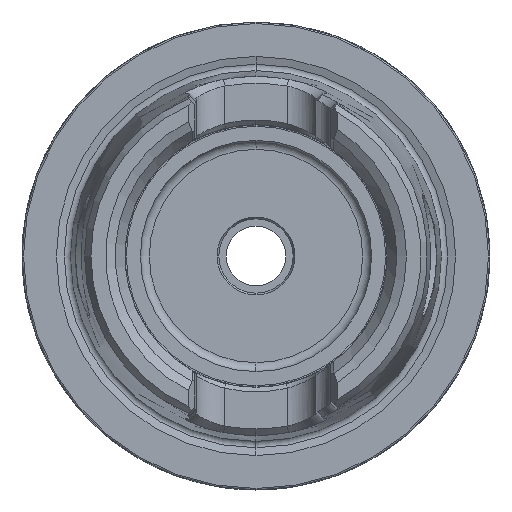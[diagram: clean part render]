
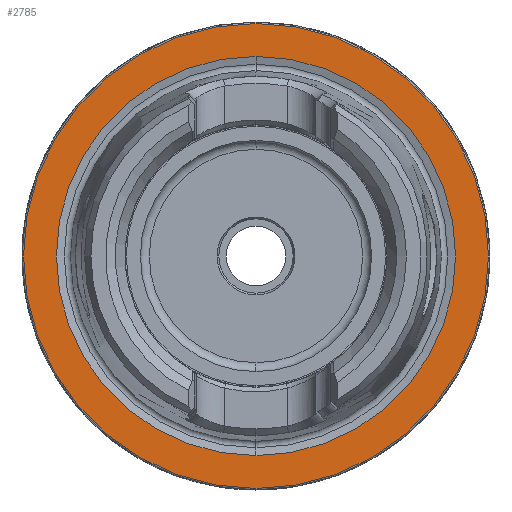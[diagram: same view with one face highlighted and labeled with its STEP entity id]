
A CAD part, left-side view. The second image highlights one B-rep face of the part: STEP entity #2785.
In plain terms, the highlighted planar face has unit normal (-1, 0, 0).
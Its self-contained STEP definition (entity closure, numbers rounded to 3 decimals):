
#113 = CARTESIAN_POINT ( 'NONE',  ( 0., 0., 0. ) ) ;
#220 = CARTESIAN_POINT ( 'NONE',  ( 0., 0., -26.85 ) ) ;
#854 = EDGE_CURVE ( 'NONE', #5587, #7711, #5976, .T. ) ;
#877 = CIRCLE ( 'NONE', #5685, 31.275 ) ;
#918 = DIRECTION ( 'NONE',  ( 0., 0., 1. ) ) ;
#935 = ORIENTED_EDGE ( 'NONE', *, *, #854, .T. ) ;
#2372 = AXIS2_PLACEMENT_3D ( 'NONE', #113, #5751, #918 ) ;
#2403 = ORIENTED_EDGE ( 'NONE', *, *, #3006, .F. ) ;
#2745 = CARTESIAN_POINT ( 'NONE',  ( 0., 31.275, 0. ) ) ;
#2755 = CARTESIAN_POINT ( 'NONE',  ( 0., 0., 31.275 ) ) ;
#2785 = ADVANCED_FACE ( 'NONE', ( #7335, #7082 ), #5143, .F. ) ;
#3006 = EDGE_CURVE ( 'NONE', #3958, #9649, #9968, .T. ) ;
#3202 = DIRECTION ( 'NONE',  ( -1., 0., 0. ) ) ;
#3216 = EDGE_LOOP ( 'NONE', ( #7991, #2403 ) ) ;
#3607 = DIRECTION ( 'NONE',  ( 0., 0., 1. ) ) ;
#3608 = AXIS2_PLACEMENT_3D ( 'NONE', #4376, #9157, #3607 ) ;
#3784 = CARTESIAN_POINT ( 'NONE',  ( 0., 0., 26.85 ) ) ;
#3832 = CARTESIAN_POINT ( 'NONE',  ( 0., 0., 0. ) ) ;
#3958 = VERTEX_POINT ( 'NONE', #220 ) ;
#4365 = DIRECTION ( 'NONE',  ( 1., 0., 0. ) ) ;
#4376 = CARTESIAN_POINT ( 'NONE',  ( 0., 0., 0. ) ) ;
#4632 = DIRECTION ( 'NONE',  ( 0., 0., 1. ) ) ;
#5143 = PLANE ( 'NONE',  #7075 ) ;
#5311 = ORIENTED_EDGE ( 'NONE', *, *, #5865, .T. ) ;
#5587 = VERTEX_POINT ( 'NONE', #9781 ) ;
#5685 = AXIS2_PLACEMENT_3D ( 'NONE', #3832, #9416, #4632 ) ;
#5751 = DIRECTION ( 'NONE',  ( -1., 0., 0. ) ) ;
#5865 = EDGE_CURVE ( 'NONE', #7711, #5587, #877, .T. ) ;
#5976 = CIRCLE ( 'NONE', #3608, 31.275 ) ;
#7075 = AXIS2_PLACEMENT_3D ( 'NONE', #2745, #4365, #9942 ) ;
#7078 = EDGE_CURVE ( 'NONE', #9649, #3958, #8906, .T. ) ;
#7082 = FACE_OUTER_BOUND ( 'NONE', #9092, .T. ) ;
#7335 = FACE_BOUND ( 'NONE', #3216, .T. ) ;
#7711 = VERTEX_POINT ( 'NONE', #2755 ) ;
#7984 = CARTESIAN_POINT ( 'NONE',  ( 0., 0., 0. ) ) ;
#7991 = ORIENTED_EDGE ( 'NONE', *, *, #7078, .F. ) ;
#8776 = DIRECTION ( 'NONE',  ( 0., 0., 1. ) ) ;
#8906 = CIRCLE ( 'NONE', #2372, 26.85 ) ;
#9092 = EDGE_LOOP ( 'NONE', ( #5311, #935 ) ) ;
#9157 = DIRECTION ( 'NONE',  ( -1., 0., 0. ) ) ;
#9416 = DIRECTION ( 'NONE',  ( -1., 0., 0. ) ) ;
#9649 = VERTEX_POINT ( 'NONE', #3784 ) ;
#9760 = AXIS2_PLACEMENT_3D ( 'NONE', #7984, #3202, #8776 ) ;
#9781 = CARTESIAN_POINT ( 'NONE',  ( 0., 0., -31.275 ) ) ;
#9942 = DIRECTION ( 'NONE',  ( 0., 0., -1. ) ) ;
#9968 = CIRCLE ( 'NONE', #9760, 26.85 ) ;
